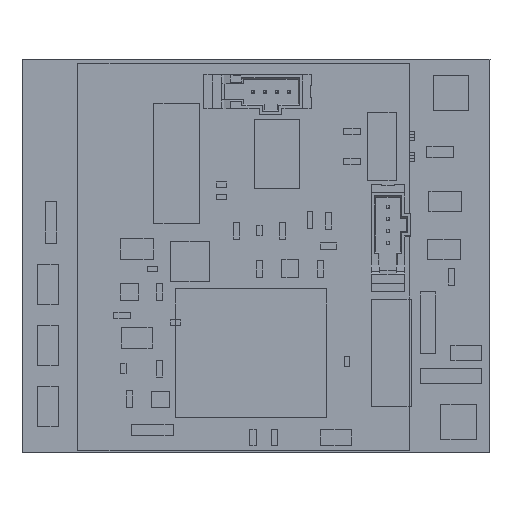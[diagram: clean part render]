
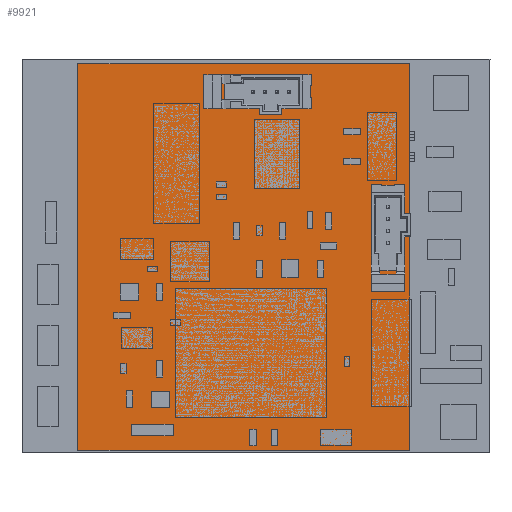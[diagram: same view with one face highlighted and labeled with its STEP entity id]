
A CAD part, top view. The second image highlights one B-rep face of the part: STEP entity #9921.
In plain terms, the highlighted planar face has unit normal (0, 0, 1).
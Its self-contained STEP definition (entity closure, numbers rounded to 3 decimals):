
#813=PLANE('',#11098);
#1303=FACE_OUTER_BOUND('',#2155,.T.);
#2155=EDGE_LOOP('',(#8015,#8016,#8017,#8018));
#2725=LINE('',#15642,#3619);
#2728=LINE('',#15648,#3622);
#2731=LINE('',#15654,#3625);
#2734=LINE('',#15658,#3628);
#3619=VECTOR('',#13013,10.);
#3622=VECTOR('',#13018,10.);
#3625=VECTOR('',#13023,10.);
#3628=VECTOR('',#13028,10.);
#5001=VERTEX_POINT('',#15639);
#5002=VERTEX_POINT('',#15641);
#5004=VERTEX_POINT('',#15647);
#5006=VERTEX_POINT('',#15653);
#6051=EDGE_CURVE('',#5002,#5001,#2725,.T.);
#6054=EDGE_CURVE('',#5004,#5002,#2728,.T.);
#6057=EDGE_CURVE('',#5006,#5004,#2731,.T.);
#6060=EDGE_CURVE('',#5001,#5006,#2734,.T.);
#8015=ORIENTED_EDGE('',*,*,#6060,.T.);
#8016=ORIENTED_EDGE('',*,*,#6057,.T.);
#8017=ORIENTED_EDGE('',*,*,#6054,.T.);
#8018=ORIENTED_EDGE('',*,*,#6051,.T.);
#9921=ADVANCED_FACE('',(#1303),#813,.T.);
#11098=AXIS2_PLACEMENT_3D('',#15659,#13029,#13030);
#13013=DIRECTION('',(-1.,0.,0.));
#13018=DIRECTION('',(0.,1.,0.));
#13023=DIRECTION('',(1.,0.,0.));
#13028=DIRECTION('',(0.,-1.,0.));
#13029=DIRECTION('center_axis',(0.,0.,1.));
#13030=DIRECTION('ref_axis',(1.,0.,0.));
#15639=CARTESIAN_POINT('',(0.452,55.5,0.1));
#15641=CARTESIAN_POINT('',(64.5,55.5,0.1));
#15642=CARTESIAN_POINT('',(64.5,55.5,0.1));
#15647=CARTESIAN_POINT('',(64.5,0.452,0.1));
#15648=CARTESIAN_POINT('',(64.5,0.452,0.1));
#15653=CARTESIAN_POINT('',(0.452,0.452,0.1));
#15654=CARTESIAN_POINT('',(0.452,0.452,0.1));
#15658=CARTESIAN_POINT('',(0.452,55.5,0.1));
#15659=CARTESIAN_POINT('Origin',(32.476,27.976,0.1));
